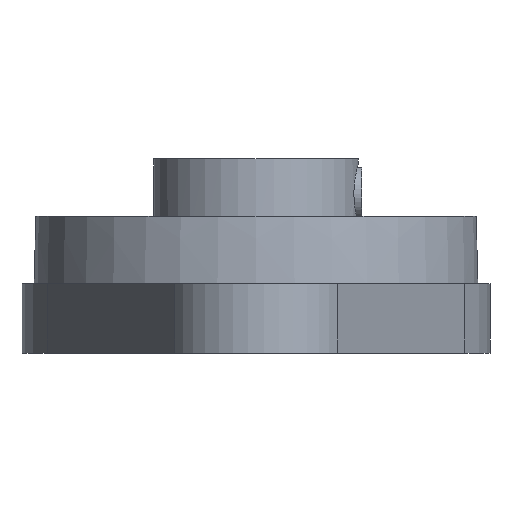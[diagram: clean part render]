
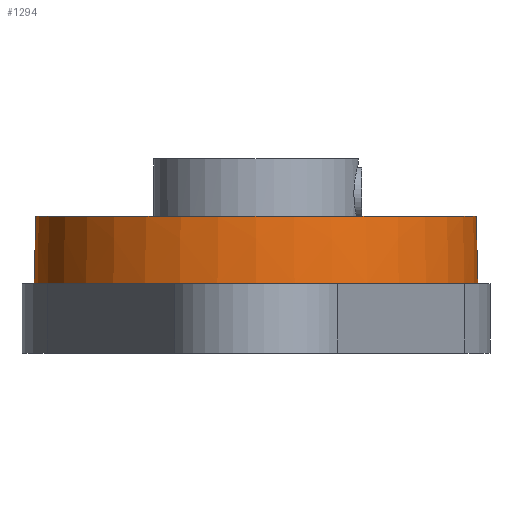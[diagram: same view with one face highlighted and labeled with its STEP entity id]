
A CAD part, left-side view. The second image highlights one B-rep face of the part: STEP entity #1294.
In plain terms, the highlighted face is a revolution surface.
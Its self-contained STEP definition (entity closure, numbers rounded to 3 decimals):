
#505 = PLANE('',#506);
#506 = AXIS2_PLACEMENT_3D('',#507,#508,#509);
#507 = CARTESIAN_POINT('',(0.,0.,7.9));
#508 = DIRECTION('',(0.,0.,-1.));
#509 = DIRECTION('',(1.,0.,0.));
#959 = EDGE_CURVE('',#960,#960,#962,.T.);
#960 = VERTEX_POINT('',#961);
#961 = CARTESIAN_POINT('',(12.7,0.,7.9));
#962 = SURFACE_CURVE('',#963,(#968,#975),.PCURVE_S1.);
#963 = CIRCLE('',#964,12.7);
#964 = AXIS2_PLACEMENT_3D('',#965,#966,#967);
#965 = CARTESIAN_POINT('',(0.,0.,7.9));
#966 = DIRECTION('',(0.,0.,-1.));
#967 = DIRECTION('',(1.,0.,0.));
#968 = PCURVE('',#505,#969);
#969 = DEFINITIONAL_REPRESENTATION('',(#970),#974);
#970 = CIRCLE('',#971,12.7);
#971 = AXIS2_PLACEMENT_2D('',#972,#973);
#972 = CARTESIAN_POINT('',(0.,0.));
#973 = DIRECTION('',(1.,-0.));
#974 = ( GEOMETRIC_REPRESENTATION_CONTEXT(2) 
PARAMETRIC_REPRESENTATION_CONTEXT() REPRESENTATION_CONTEXT('2D SPACE',''
  ) );
#975 = PCURVE('',#976,#985);
#976 = SURFACE_OF_REVOLUTION('',#977,#982);
#977 = CIRCLE('',#978,76.1);
#978 = AXIS2_PLACEMENT_3D('',#979,#980,#981);
#979 = CARTESIAN_POINT('',(-63.3,0.,4.));
#980 = DIRECTION('',(0.,-1.,0.));
#981 = DIRECTION('',(1.,0.,0.));
#982 = AXIS1_PLACEMENT('',#983,#984);
#983 = CARTESIAN_POINT('',(0.,0.,0.));
#984 = DIRECTION('',(0.,0.,-1.));
#985 = DEFINITIONAL_REPRESENTATION('',(#986),#990);
#986 = LINE('',#987,#988);
#987 = CARTESIAN_POINT('',(0.,6.334));
#988 = VECTOR('',#989,1.);
#989 = DIRECTION('',(1.,0.));
#990 = ( GEOMETRIC_REPRESENTATION_CONTEXT(2) 
PARAMETRIC_REPRESENTATION_CONTEXT() REPRESENTATION_CONTEXT('2D SPACE',''
  ) );
#1294 = ADVANCED_FACE('',(#1295),#976,.F.);
#1295 = FACE_BOUND('',#1296,.F.);
#1296 = EDGE_LOOP('',(#1297,#1330,#1352,#1353));
#1297 = ORIENTED_EDGE('',*,*,#1298,.T.);
#1298 = EDGE_CURVE('',#1299,#1299,#1301,.T.);
#1299 = VERTEX_POINT('',#1300);
#1300 = CARTESIAN_POINT('',(12.8,0.,4.));
#1301 = SURFACE_CURVE('',#1302,(#1307,#1314),.PCURVE_S1.);
#1302 = CIRCLE('',#1303,12.8);
#1303 = AXIS2_PLACEMENT_3D('',#1304,#1305,#1306);
#1304 = CARTESIAN_POINT('',(0.,0.,4.));
#1305 = DIRECTION('',(0.,0.,-1.));
#1306 = DIRECTION('',(1.,0.,0.));
#1307 = PCURVE('',#976,#1308);
#1308 = DEFINITIONAL_REPRESENTATION('',(#1309),#1313);
#1309 = LINE('',#1310,#1311);
#1310 = CARTESIAN_POINT('',(0.,6.283));
#1311 = VECTOR('',#1312,1.);
#1312 = DIRECTION('',(1.,0.));
#1313 = ( GEOMETRIC_REPRESENTATION_CONTEXT(2) 
PARAMETRIC_REPRESENTATION_CONTEXT() REPRESENTATION_CONTEXT('2D SPACE',''
  ) );
#1314 = PCURVE('',#1315,#1320);
#1315 = PLANE('',#1316);
#1316 = AXIS2_PLACEMENT_3D('',#1317,#1318,#1319);
#1317 = CARTESIAN_POINT('',(0.,0.,4.));
#1318 = DIRECTION('',(0.,0.,1.));
#1319 = DIRECTION('',(1.,0.,0.));
#1320 = DEFINITIONAL_REPRESENTATION('',(#1321),#1329);
#1321 = ( BOUNDED_CURVE() B_SPLINE_CURVE(2,(#1322,#1323,#1324,#1325,
#1326,#1327,#1328),.UNSPECIFIED.,.T.,.F.) B_SPLINE_CURVE_WITH_KNOTS((1,2
    ,2,2,2,1),(-2.094,0.,2.094,4.189,
6.283,8.378),.UNSPECIFIED.) CURVE() 
GEOMETRIC_REPRESENTATION_ITEM() RATIONAL_B_SPLINE_CURVE((1.,0.5,1.,0.5,
1.,0.5,1.)) REPRESENTATION_ITEM('') );
#1322 = CARTESIAN_POINT('',(12.8,0.));
#1323 = CARTESIAN_POINT('',(12.8,-22.17));
#1324 = CARTESIAN_POINT('',(-6.4,-11.085));
#1325 = CARTESIAN_POINT('',(-25.6,0.));
#1326 = CARTESIAN_POINT('',(-6.4,11.085));
#1327 = CARTESIAN_POINT('',(12.8,22.17));
#1328 = CARTESIAN_POINT('',(12.8,0.));
#1329 = ( GEOMETRIC_REPRESENTATION_CONTEXT(2) 
PARAMETRIC_REPRESENTATION_CONTEXT() REPRESENTATION_CONTEXT('2D SPACE',''
  ) );
#1330 = ORIENTED_EDGE('',*,*,#1331,.T.);
#1331 = EDGE_CURVE('',#1299,#960,#1332,.T.);
#1332 = SEAM_CURVE('',#1333,(#1338,#1345),.PCURVE_S1.);
#1333 = CIRCLE('',#1334,76.1);
#1334 = AXIS2_PLACEMENT_3D('',#1335,#1336,#1337);
#1335 = CARTESIAN_POINT('',(-63.3,0.,4.));
#1336 = DIRECTION('',(0.,-1.,0.));
#1337 = DIRECTION('',(1.,0.,0.));
#1338 = PCURVE('',#976,#1339);
#1339 = DEFINITIONAL_REPRESENTATION('',(#1340),#1344);
#1340 = LINE('',#1341,#1342);
#1341 = CARTESIAN_POINT('',(0.,0.));
#1342 = VECTOR('',#1343,1.);
#1343 = DIRECTION('',(0.,1.));
#1344 = ( GEOMETRIC_REPRESENTATION_CONTEXT(2) 
PARAMETRIC_REPRESENTATION_CONTEXT() REPRESENTATION_CONTEXT('2D SPACE',''
  ) );
#1345 = PCURVE('',#976,#1346);
#1346 = DEFINITIONAL_REPRESENTATION('',(#1347),#1351);
#1347 = LINE('',#1348,#1349);
#1348 = CARTESIAN_POINT('',(6.283,0.));
#1349 = VECTOR('',#1350,1.);
#1350 = DIRECTION('',(0.,1.));
#1351 = ( GEOMETRIC_REPRESENTATION_CONTEXT(2) 
PARAMETRIC_REPRESENTATION_CONTEXT() REPRESENTATION_CONTEXT('2D SPACE',''
  ) );
#1352 = ORIENTED_EDGE('',*,*,#959,.F.);
#1353 = ORIENTED_EDGE('',*,*,#1331,.F.);
